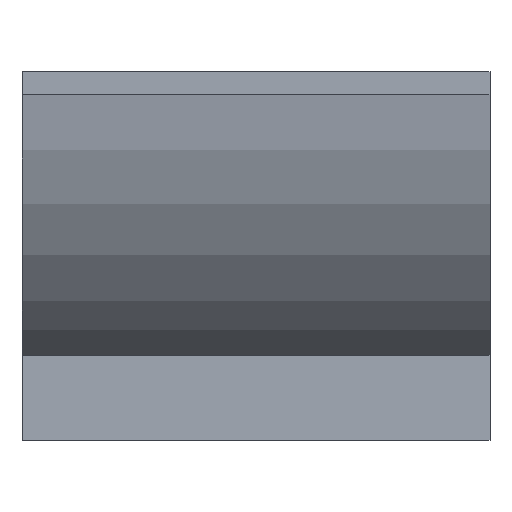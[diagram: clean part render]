
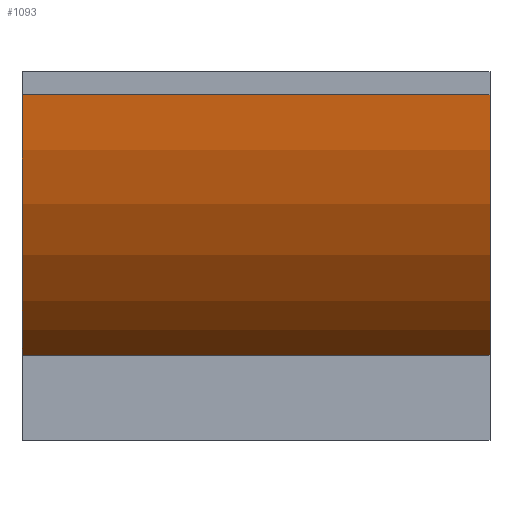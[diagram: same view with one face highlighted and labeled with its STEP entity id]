
A CAD part, front view. The second image highlights one B-rep face of the part: STEP entity #1093.
In plain terms, the highlighted free-form (B-spline) face has degree [2, 1] with [3, 2] control points.
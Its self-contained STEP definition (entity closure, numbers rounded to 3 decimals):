
#1069 = EDGE_CURVE('',#1070,#1072,#1074,.T.);
#1070 = VERTEX_POINT('',#1071);
#1071 = CARTESIAN_POINT('',(6.693,-88.792,
    -133.858));
#1072 = VERTEX_POINT('',#1073);
#1073 = CARTESIAN_POINT('',(-214.173,-88.792,
    -133.858));
#1074 = B_SPLINE_CURVE_WITH_KNOTS('',1,(#1075,#1076),.UNSPECIFIED.,.F.,
  .F.,(2,2),(-104.775,104.775),.PIECEWISE_BEZIER_KNOTS.);
#1075 = CARTESIAN_POINT('',(6.693,-88.792,
    -133.858));
#1076 = CARTESIAN_POINT('',(-214.173,-88.792,
    -133.858));
#1093 = ADVANCED_FACE('',(#1094),#1118,.T.);
#1094 = FACE_BOUND('',#1095,.T.);
#1095 = EDGE_LOOP('',(#1096,#1105,#1111,#1112));
#1096 = ORIENTED_EDGE('',*,*,#1097,.F.);
#1097 = EDGE_CURVE('',#1098,#1100,#1102,.T.);
#1098 = VERTEX_POINT('',#1099);
#1099 = CARTESIAN_POINT('',(-214.173,-160.255,
    -10.976));
#1100 = VERTEX_POINT('',#1101);
#1101 = CARTESIAN_POINT('',(6.693,-160.255,
    -10.976));
#1102 = B_SPLINE_CURVE_WITH_KNOTS('',1,(#1103,#1104),.UNSPECIFIED.,.F.,
  .F.,(2,2),(-104.775,104.775),.PIECEWISE_BEZIER_KNOTS.);
#1103 = CARTESIAN_POINT('',(-214.173,-160.255,
    -10.976));
#1104 = CARTESIAN_POINT('',(6.693,-160.255,
    -10.976));
#1105 = ORIENTED_EDGE('',*,*,#1106,.T.);
#1106 = EDGE_CURVE('',#1098,#1072,#1107,.T.);
#1107 = ( BOUNDED_CURVE() B_SPLINE_CURVE(2,(#1108,#1109,#1110),
.UNSPECIFIED.,.F.,.F.) B_SPLINE_CURVE_WITH_KNOTS((3,3),(1.639,
2.556),.PIECEWISE_BEZIER_KNOTS.) CURVE() 
GEOMETRIC_REPRESENTATION_ITEM() RATIONAL_B_SPLINE_CURVE((1.,
0.897,1.)) REPRESENTATION_ITEM('') );
#1108 = CARTESIAN_POINT('',(-214.173,-160.255,
    -10.976));
#1109 = CARTESIAN_POINT('',(-214.173,-154.839,
    -90.048));
#1110 = CARTESIAN_POINT('',(-214.173,-88.792,
    -133.858));
#1111 = ORIENTED_EDGE('',*,*,#1069,.F.);
#1112 = ORIENTED_EDGE('',*,*,#1113,.F.);
#1113 = EDGE_CURVE('',#1100,#1070,#1114,.T.);
#1114 = ( BOUNDED_CURVE() B_SPLINE_CURVE(2,(#1115,#1116,#1117),
.UNSPECIFIED.,.F.,.F.) B_SPLINE_CURVE_WITH_KNOTS((3,3),(1.639,
2.556),.PIECEWISE_BEZIER_KNOTS.) CURVE() 
GEOMETRIC_REPRESENTATION_ITEM() RATIONAL_B_SPLINE_CURVE((1.,
0.897,1.)) REPRESENTATION_ITEM('') );
#1115 = CARTESIAN_POINT('',(6.693,-160.255,
    -10.976));
#1116 = CARTESIAN_POINT('',(6.693,-154.839,
    -90.048));
#1117 = CARTESIAN_POINT('',(6.693,-88.792,
    -133.858));
#1118 = ( BOUNDED_SURFACE() B_SPLINE_SURFACE(2,1,(
    (#1119,#1120)
    ,(#1121,#1122)
    ,(#1123,#1124
)),.UNSPECIFIED.,.F.,.F.,.F.) B_SPLINE_SURFACE_WITH_KNOTS((3,3),(2,2),(
    0.,0.917),(-101.6,107.95),
.PIECEWISE_BEZIER_KNOTS.) GEOMETRIC_REPRESENTATION_ITEM() 
RATIONAL_B_SPLINE_SURFACE((
    (1.,1.)
    ,(0.897,0.897)
,(1.,1.))) REPRESENTATION_ITEM('') SURFACE() );
#1119 = CARTESIAN_POINT('',(-214.173,-160.255,
    -10.976));
#1120 = CARTESIAN_POINT('',(6.693,-160.255,
    -10.976));
#1121 = CARTESIAN_POINT('',(-214.173,-154.839,
    -90.048));
#1122 = CARTESIAN_POINT('',(6.693,-154.839,
    -90.048));
#1123 = CARTESIAN_POINT('',(-214.173,-88.792,
    -133.858));
#1124 = CARTESIAN_POINT('',(6.693,-88.792,
    -133.858));
